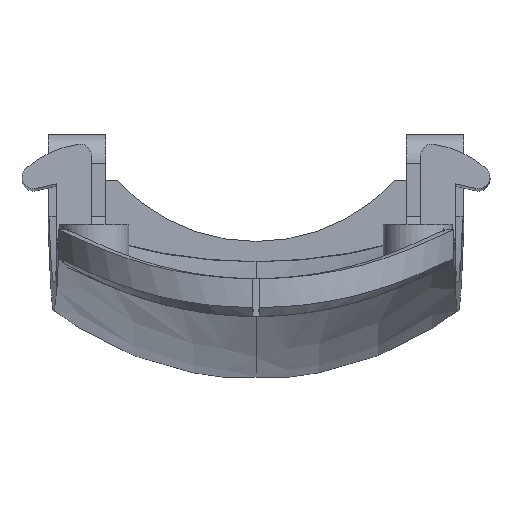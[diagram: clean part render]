
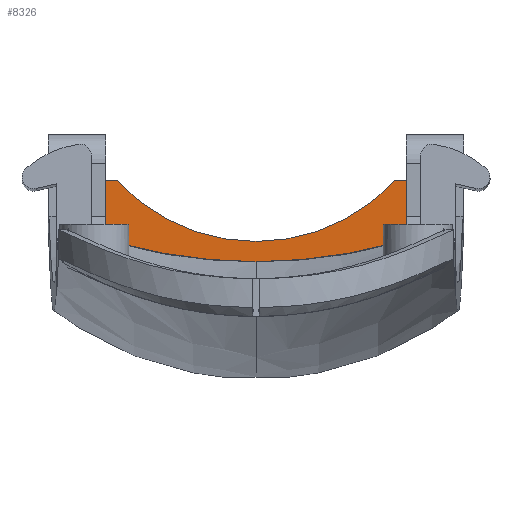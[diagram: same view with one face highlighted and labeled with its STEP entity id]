
A CAD part, left-side view. The second image highlights one B-rep face of the part: STEP entity #8326.
In plain terms, the highlighted planar face has unit normal (-1, 0, 0).
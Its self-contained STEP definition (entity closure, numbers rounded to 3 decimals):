
#5658 = VERTEX_POINT('',#5659);
#5659 = CARTESIAN_POINT('',(206.,26.,7.5));
#5665 = EDGE_CURVE('',#5666,#5658,#5668,.T.);
#5666 = VERTEX_POINT('',#5667);
#5667 = CARTESIAN_POINT('',(206.,26.,-2.813));
#5668 = LINE('',#5669,#5670);
#5669 = CARTESIAN_POINT('',(206.,26.,-0.825));
#5670 = VECTOR('',#5671,1.);
#5671 = DIRECTION('',(0.,0.,1.));
#8297 = VERTEX_POINT('',#8298);
#8298 = CARTESIAN_POINT('',(206.,-26.,-2.813));
#8304 = EDGE_CURVE('',#8305,#8297,#8307,.T.);
#8305 = VERTEX_POINT('',#8306);
#8306 = CARTESIAN_POINT('',(206.,0.,-6.5));
#8307 = CIRCLE('',#8308,93.518);
#8308 = AXIS2_PLACEMENT_3D('',#8309,#8310,#8311);
#8309 = CARTESIAN_POINT('',(206.,0.,87.018));
#8310 = DIRECTION('',(-1.,0.,0.));
#8311 = DIRECTION('',(0.,-1.,0.));
#8313 = EDGE_CURVE('',#8305,#5666,#8314,.T.);
#8314 = CIRCLE('',#8315,93.518);
#8315 = AXIS2_PLACEMENT_3D('',#8316,#8317,#8318);
#8316 = CARTESIAN_POINT('',(206.,0.,87.018));
#8317 = DIRECTION('',(1.,0.,0.));
#8318 = DIRECTION('',(0.,1.,0.));
#8326 = ADVANCED_FACE('',(#8327),#8372,.T.);
#8327 = FACE_BOUND('',#8328,.T.);
#8328 = EDGE_LOOP('',(#8329,#8330,#8331,#8332,#8340,#8348,#8357,#8366));
#8329 = ORIENTED_EDGE('',*,*,#5665,.F.);
#8330 = ORIENTED_EDGE('',*,*,#8313,.F.);
#8331 = ORIENTED_EDGE('',*,*,#8304,.T.);
#8332 = ORIENTED_EDGE('',*,*,#8333,.F.);
#8333 = EDGE_CURVE('',#8334,#8297,#8336,.T.);
#8334 = VERTEX_POINT('',#8335);
#8335 = CARTESIAN_POINT('',(206.,-26.,7.5));
#8336 = LINE('',#8337,#8338);
#8337 = CARTESIAN_POINT('',(206.,-26.,-0.825));
#8338 = VECTOR('',#8339,1.);
#8339 = DIRECTION('',(0.,0.,-1.));
#8340 = ORIENTED_EDGE('',*,*,#8341,.T.);
#8341 = EDGE_CURVE('',#8334,#8342,#8344,.T.);
#8342 = VERTEX_POINT('',#8343);
#8343 = CARTESIAN_POINT('',(206.,-24.,7.5));
#8344 = LINE('',#8345,#8346);
#8345 = CARTESIAN_POINT('',(206.,-35.5,7.5));
#8346 = VECTOR('',#8347,1.);
#8347 = DIRECTION('',(0.,1.,0.));
#8348 = ORIENTED_EDGE('',*,*,#8349,.F.);
#8349 = EDGE_CURVE('',#8350,#8342,#8352,.T.);
#8350 = VERTEX_POINT('',#8351);
#8351 = CARTESIAN_POINT('',(206.,0.,-3.));
#8352 = CIRCLE('',#8353,32.679);
#8353 = AXIS2_PLACEMENT_3D('',#8354,#8355,#8356);
#8354 = CARTESIAN_POINT('',(206.,0.,29.679));
#8355 = DIRECTION('',(-1.,0.,0.));
#8356 = DIRECTION('',(0.,-1.,0.));
#8357 = ORIENTED_EDGE('',*,*,#8358,.T.);
#8358 = EDGE_CURVE('',#8350,#8359,#8361,.T.);
#8359 = VERTEX_POINT('',#8360);
#8360 = CARTESIAN_POINT('',(206.,24.,7.5));
#8361 = CIRCLE('',#8362,32.679);
#8362 = AXIS2_PLACEMENT_3D('',#8363,#8364,#8365);
#8363 = CARTESIAN_POINT('',(206.,0.,29.679));
#8364 = DIRECTION('',(1.,0.,0.));
#8365 = DIRECTION('',(0.,1.,0.));
#8366 = ORIENTED_EDGE('',*,*,#8367,.F.);
#8367 = EDGE_CURVE('',#5658,#8359,#8368,.T.);
#8368 = LINE('',#8369,#8370);
#8369 = CARTESIAN_POINT('',(206.,35.5,7.5));
#8370 = VECTOR('',#8371,1.);
#8371 = DIRECTION('',(0.,-1.,0.));
#8372 = PLANE('',#8373);
#8373 = AXIS2_PLACEMENT_3D('',#8374,#8375,#8376);
#8374 = CARTESIAN_POINT('',(206.,0.,-1.179));
#8375 = DIRECTION('',(-1.,0.,0.));
#8376 = DIRECTION('',(0.,-1.,0.));
